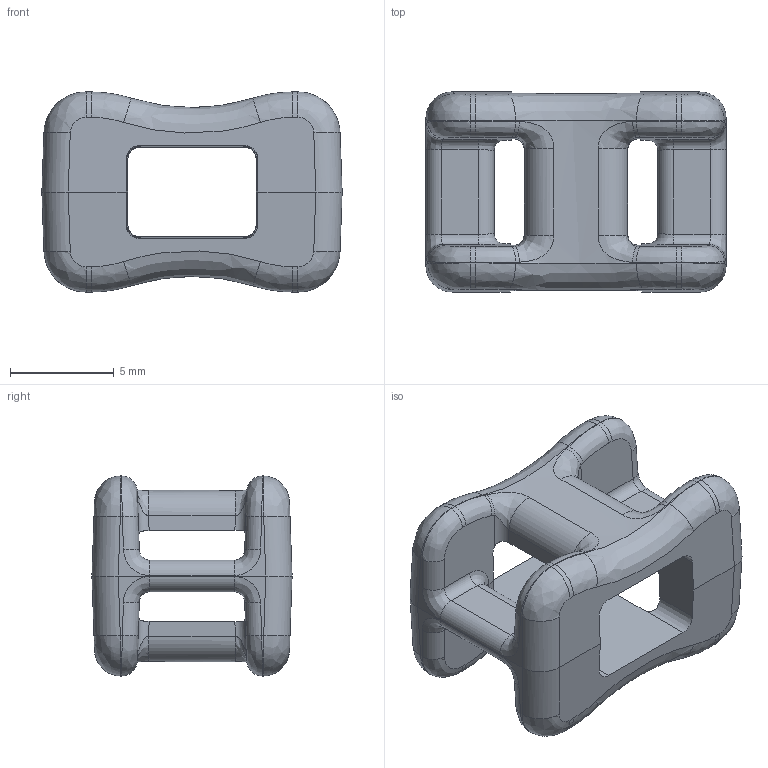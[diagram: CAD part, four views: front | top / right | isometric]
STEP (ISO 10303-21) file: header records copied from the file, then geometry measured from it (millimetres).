
FILE_DESCRIPTION(/* description */ (''),/* implementation_level */ '2;1');
FILE_NAME(/* name */ 'CSMS.stp',/* time_stamp */ '2020-12-07T09:15:35-06:00',/* author */ (''),/* organization */ (''),/* preprocessor_version */ 'ST-DEVELOPER v16',/* originating_system */ 'SIEMENS PLM Software NX 11.0',/* authorisation */ '');
FILE_SCHEMA (('AP203_CONFIGURATION_CONTROLLED_3D_DESIGN_OF_MECHANICAL_PARTS_AND_ASSEMBLIES_MIM_LF { 1 0 10303 403 2 1 2}'));
Length unit declared in the file: inch
Products named in the file (1): BWG3D64CEB5z66x
Bounding box: 14.48 x 9.65 x 9.65 mm (x, y, z)
Volume: 533 mm3; surface area: 760.1 mm2
Topology: 1 solids, 1 shells, 204 faces, 508 edges, 296 vertices
Faces by surface type: cylinder 86, bspline 68, plane 42, cone 8
Entity records: 6885 total; most frequent: CARTESIAN_POINT 2125, ORIENTED_EDGE 1016, DIRECTION 990, EDGE_CURVE 508, AXIS2_PLACEMENT_3D 385, VERTEX_POINT 296, LINE 220, VECTOR 220
